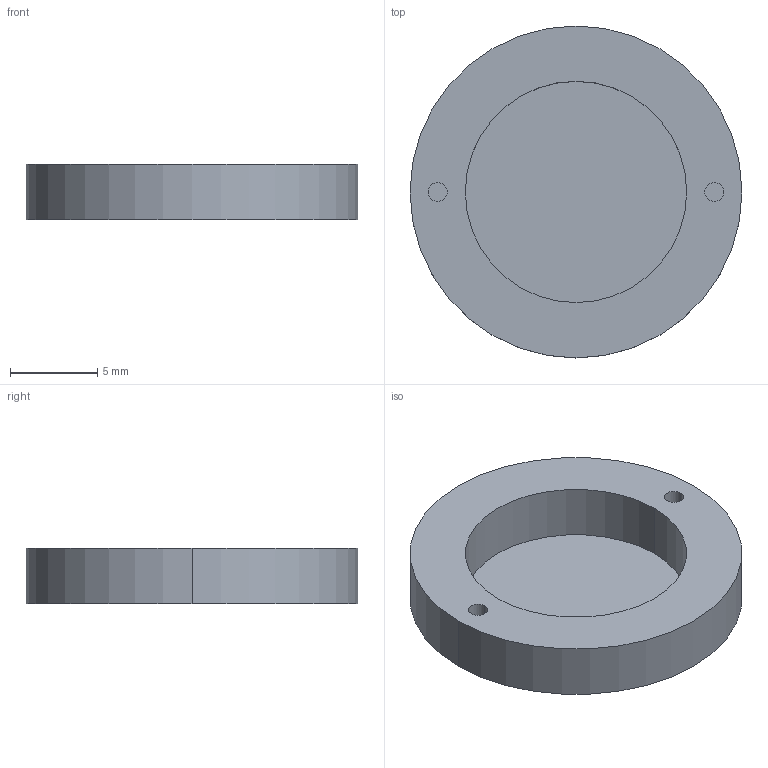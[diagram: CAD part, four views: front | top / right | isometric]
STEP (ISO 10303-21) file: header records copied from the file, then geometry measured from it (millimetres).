
FILE_DESCRIPTION (( 'STEP AP203' ), '1' );
FILE_NAME ('Web Model 19307_19280.step', '2021-08-26T17:27:14', ( '' ), ( '' ), 'SwSTEP 2.0', 'SolidWorks 2018', '' );
FILE_SCHEMA (( 'CONFIG_CONTROL_DESIGN' ));
Length unit declared in the file: millimetre
Products named in the file (1): Web Model 19307_19280
Bounding box: 19.05 x 19.05 x 3.18 mm (x, y, z)
Volume: 498.2 mm3; surface area: 909.2 mm2
Topology: 1 solids, 1 shells, 13 faces, 24 edges, 16 vertices
Faces by surface type: cylinder 8, plane 5
Entity records: 411 total; most frequent: DIRECTION 68, CARTESIAN_POINT 54, ORIENTED_EDGE 48, AXIS2_PLACEMENT_3D 30, EDGE_CURVE 24, CIRCLE 16, VERTEX_POINT 16, EDGE_LOOP 16
